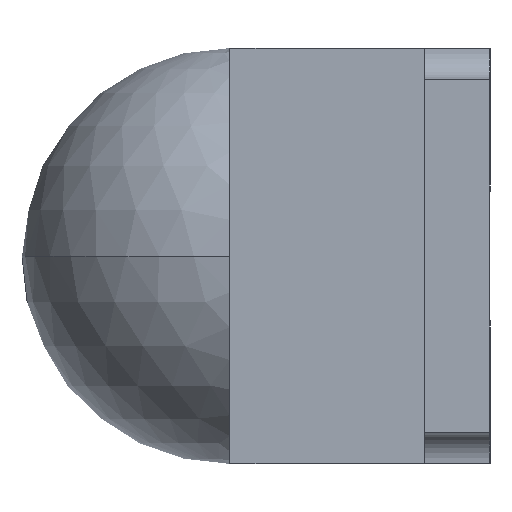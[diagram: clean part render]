
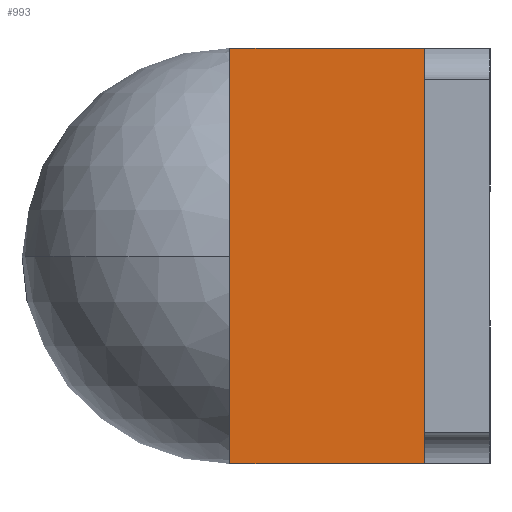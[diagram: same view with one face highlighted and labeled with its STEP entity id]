
A CAD part, left-side view. The second image highlights one B-rep face of the part: STEP entity #993.
In plain terms, the highlighted planar face has unit normal (-1, 0, 0).
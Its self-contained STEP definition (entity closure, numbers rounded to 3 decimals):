
#103 = VECTOR ( 'NONE', #2554, 1000. ) ;
#114 = VECTOR ( 'NONE', #2567, 1000. ) ;
#124 = VECTOR ( 'NONE', #2581, 1000. ) ;
#136 = VECTOR ( 'NONE', #2328, 1000. ) ;
#476 = FACE_OUTER_BOUND ( 'NONE', #1804, .T. ) ;
#489 = AXIS2_PLACEMENT_3D ( 'NONE', #3157, #3149, #3145 ) ;
#798 = EDGE_CURVE ( 'NONE', #1871, #1870, #2538, .T. ) ;
#806 = EDGE_CURVE ( 'NONE', #1880, #1871, #2566, .T. ) ;
#809 = EDGE_CURVE ( 'NONE', #1880, #1879, #2576, .T. ) ;
#817 = EDGE_CURVE ( 'NONE', #1879, #1870, #2340, .T. ) ;
#993 = ADVANCED_FACE ( 'NONE', ( #476 ), #3154, .F. ) ;
#1342 = ORIENTED_EDGE ( 'NONE', *, *, #809, .T. ) ;
#1365 = ORIENTED_EDGE ( 'NONE', *, *, #806, .F. ) ;
#1372 = ORIENTED_EDGE ( 'NONE', *, *, #798, .F. ) ;
#1379 = ORIENTED_EDGE ( 'NONE', *, *, #817, .T. ) ;
#1804 = EDGE_LOOP ( 'NONE', ( #1379, #1372, #1365, #1342 ) ) ;
#1870 = VERTEX_POINT ( 'NONE', #3639 ) ;
#1871 = VERTEX_POINT ( 'NONE', #3644 ) ;
#1879 = VERTEX_POINT ( 'NONE', #3642 ) ;
#1880 = VERTEX_POINT ( 'NONE', #3637 ) ;
#2328 = DIRECTION ( 'NONE',  ( 0., -1., 0. ) ) ;
#2340 = LINE ( 'NONE', #2350, #136 ) ;
#2350 = CARTESIAN_POINT ( 'NONE',  ( -0.8, -2.777, -0.8 ) ) ;
#2538 = LINE ( 'NONE', #2540, #103 ) ;
#2540 = CARTESIAN_POINT ( 'NONE',  ( -0.8, 0.125, 0.8 ) ) ;
#2549 = CARTESIAN_POINT ( 'NONE',  ( -0.8, -2.777, 0.8 ) ) ;
#2554 = DIRECTION ( 'NONE',  ( 0., 0., -1. ) ) ;
#2566 = LINE ( 'NONE', #2549, #114 ) ;
#2567 = DIRECTION ( 'NONE',  ( 0., -1., 0. ) ) ;
#2576 = LINE ( 'NONE', #2582, #124 ) ;
#2581 = DIRECTION ( 'NONE',  ( 0., 0., -1. ) ) ;
#2582 = CARTESIAN_POINT ( 'NONE',  ( -0.8, 0.875, 0.8 ) ) ;
#3145 = DIRECTION ( 'NONE',  ( 0., 1., 0. ) ) ;
#3149 = DIRECTION ( 'NONE',  ( 1., 0., 0. ) ) ;
#3154 = PLANE ( 'NONE',  #489 ) ;
#3157 = CARTESIAN_POINT ( 'NONE',  ( -0.8, -2.777, 0.8 ) ) ;
#3637 = CARTESIAN_POINT ( 'NONE',  ( -0.8, 0.875, 0.8 ) ) ;
#3639 = CARTESIAN_POINT ( 'NONE',  ( -0.8, 0.125, -0.8 ) ) ;
#3642 = CARTESIAN_POINT ( 'NONE',  ( -0.8, 0.875, -0.8 ) ) ;
#3644 = CARTESIAN_POINT ( 'NONE',  ( -0.8, 0.125, 0.8 ) ) ;
